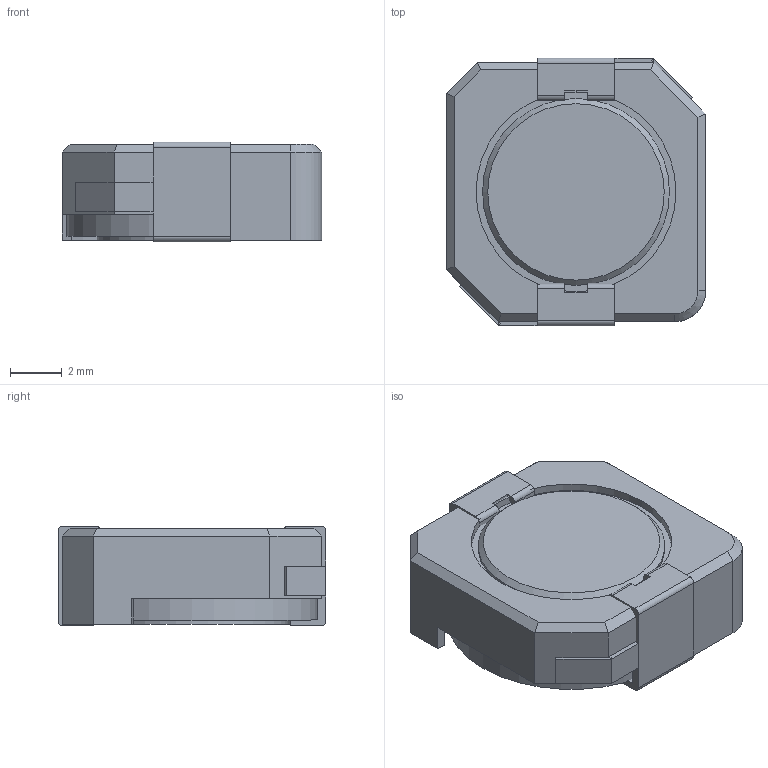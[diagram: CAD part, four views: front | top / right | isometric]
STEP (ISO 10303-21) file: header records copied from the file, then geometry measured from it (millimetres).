
FILE_DESCRIPTION(('FreeCAD Model'),'2;1');
FILE_NAME('Open CASCADE Shape Model','2022-10-09T16:50:00',('Author'),( ''),'Open CASCADE STEP processor 7.5','FreeCAD','Unknown');
FILE_SCHEMA(('AUTOMOTIVE_DESIGN { 1 0 10303 214 1 1 1 1 }'));
Length unit declared in the file: millimetre
Products named in the file (3): Unnamed; Body; Pads
Assembly tree (2 placements, depth 2):
  Unnamed
    Body
    Pads
Bounding box: 10 x 10.32 x 3.84 mm (x, y, z)
Volume: 351 mm3; surface area: 510.1 mm2
Topology: 2 solids, 2 shells, 125 faces, 320 edges, 203 vertices
Faces by surface type: plane 108, cylinder 15, cone 2
Full cylindrical faces by diameter (mm): 7.2 x1, 7.306 x1, 7.7 x1, 9.66 x1
Entity records: 7976 total; most frequent: CARTESIAN_POINT 1369, DIRECTION 1239, LINE 886, VECTOR 886, ORIENTED_EDGE 640, PCURVE 640, DEFINITIONAL_REPRESENTATION 640, EDGE_CURVE 320
